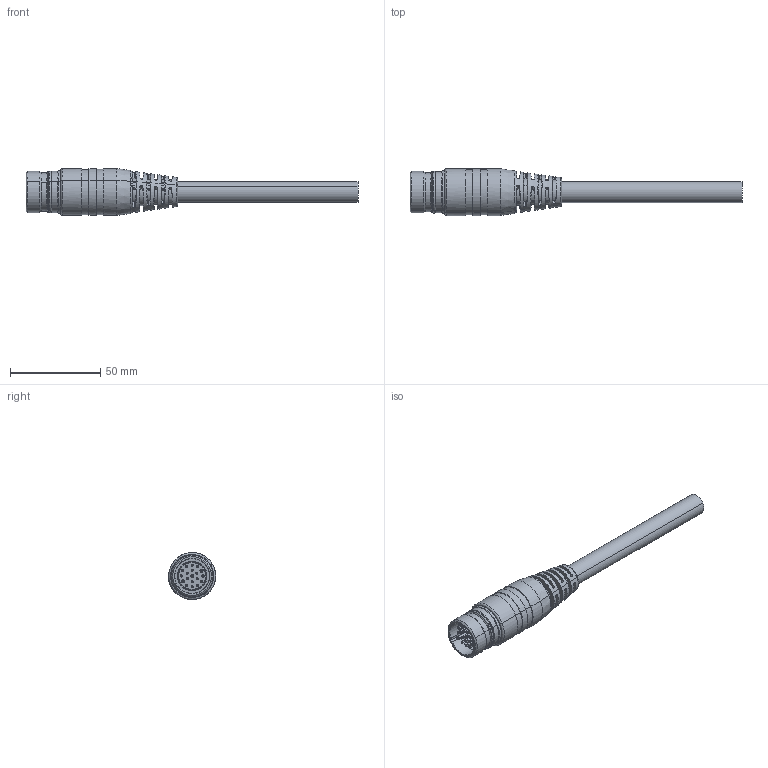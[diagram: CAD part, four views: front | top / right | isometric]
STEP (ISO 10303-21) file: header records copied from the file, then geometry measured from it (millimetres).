
FILE_DESCRIPTION(('CATIA V5 STEP Exchange','CAx-IF Rec.Pracs.--- Model Styling and Organization---1.4--- 2014-01-23'),'2;1');
FILE_NAME ('468093-2_1_1818161500_1818161500.stp','2020-03-22T10:17:58+00:00',('none'),('Weidmueller'),'CATIA Version 5-6 Release 2016 SP3 HF44','CATIA V5 STEP AP214','none');
FILE_SCHEMA(('AUTOMOTIVE_DESIGN { 1 0 10303 214 1 1 1 1 }'));
Length unit declared in the file: millimetre
Products named in the file (1): 1818161500
Bounding box: 184 x 26.17 x 26 mm (x, y, z)
Volume: 41953.5 mm3; surface area: 16155.5 mm2
Topology: 23 solids, 23 shells, 489 faces, 1126 edges, 726 vertices
Faces by surface type: cylinder 230, plane 133, bspline 76, torus 32, cone 16, extrusion 2
Entity records: 17546 total; most frequent: CARTESIAN_POINT 8575, ORIENTED_EDGE 2252, EDGE_CURVE 1124, DIRECTION 1115, VERTEX_POINT 724, EDGE_LOOP 534, AXIS2_PLACEMENT_3D 512, ADVANCED_FACE 489
